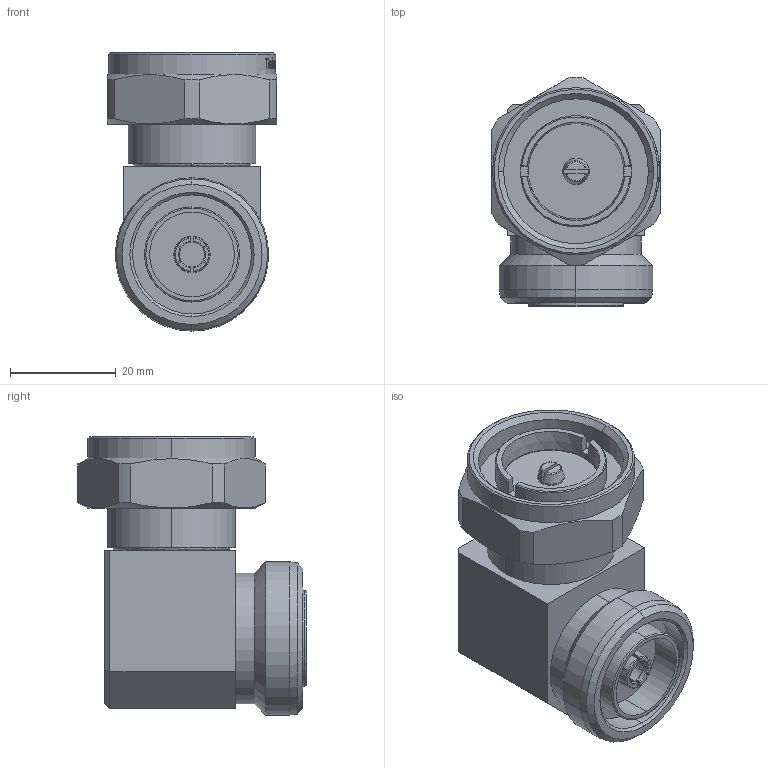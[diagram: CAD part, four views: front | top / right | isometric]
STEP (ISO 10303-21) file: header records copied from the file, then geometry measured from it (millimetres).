
FILE_DESCRIPTION (( 'STEP AP214' ), '1' );
FILE_NAME ('J01123C0004.STEP', '2017-08-15T09:09:03', ( '' ), ( '' ), 'SwSTEP 2.0', 'SolidWorks 2017', '' );
FILE_SCHEMA (( 'AUTOMOTIVE_DESIGN' ));
Length unit declared in the file: millimetre
Products named in the file (1): J01123C0004
Bounding box: 32 x 43.24 x 52.63 mm (x, y, z)
Volume: 36263.1 mm3; surface area: 10864.5 mm2
Topology: 1 solids, 10 shells, 402 faces, 1006 edges, 661 vertices
Faces by surface type: plane 171, cylinder 103, bspline 80, cone 37, torus 11
Entity records: 19396 total; most frequent: CARTESIAN_POINT 6164, ORIENTED_EDGE 2012, DIRECTION 1616, EDGE_CURVE 1006, VERTEX_POINT 661, AXIS2_PLACEMENT_3D 564, VECTOR 488, LINE 488
